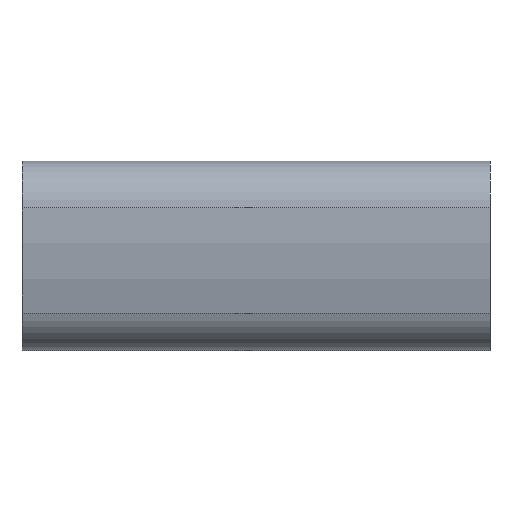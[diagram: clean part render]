
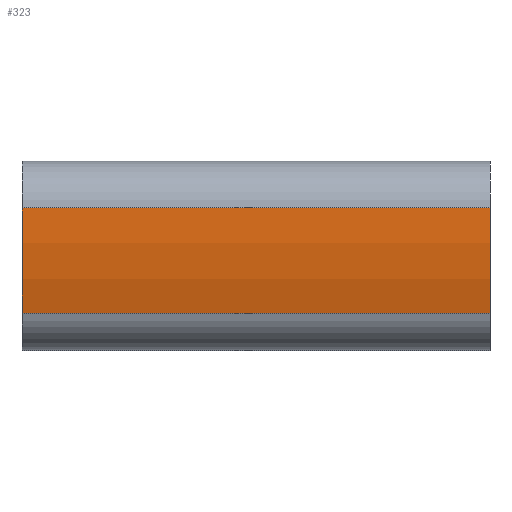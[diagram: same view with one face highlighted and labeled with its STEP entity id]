
A CAD part, left-side view. The second image highlights one B-rep face of the part: STEP entity #323.
In plain terms, the highlighted cylindrical face has radius 102.108 mm (diameter 204.216 mm), a partial arc.
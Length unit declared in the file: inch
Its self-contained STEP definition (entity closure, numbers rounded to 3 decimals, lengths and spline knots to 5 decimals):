
#258=CARTESIAN_POINT('',(-1.06313,-3.84178,-0.66954));
#259=VERTEX_POINT('',#258);
#267=CARTESIAN_POINT('',(-1.06313,2.15822,-0.66954));
#268=VERTEX_POINT('',#267);
#269=CARTESIAN_POINT('',(-1.06313,-0.84178,-0.66954));
#270=DIRECTION('',(0.,1.,0.));
#271=VECTOR('',#270,1.);
#272=LINE('',#269,#271);
#273=EDGE_CURVE('',#259,#268,#272,.T.);
#291=CARTESIAN_POINT('',(-1.19913,-3.84178,0.6811));
#292=VERTEX_POINT('',#291);
#293=CARTESIAN_POINT('',(2.81122,-3.84178,0.40276));
#294=DIRECTION('',(0.,1.,0.));
#295=DIRECTION('',(0.995,0.,0.1));
#296=AXIS2_PLACEMENT_3D('',#293,#294,#295);
#297=CIRCLE('',#296,4.02);
#298=EDGE_CURVE('',#259,#292,#297,.T.);
#299=ORIENTED_EDGE('',*,*,#298,.T.);
#300=CARTESIAN_POINT('',(-1.19913,2.15822,0.6811));
#301=VERTEX_POINT('',#300);
#302=CARTESIAN_POINT('',(-1.19913,-0.84178,0.6811));
#303=DIRECTION('',(0.,1.,0.));
#304=VECTOR('',#303,1.);
#305=LINE('',#302,#304);
#306=EDGE_CURVE('',#292,#301,#305,.T.);
#307=ORIENTED_EDGE('',*,*,#306,.T.);
#308=CARTESIAN_POINT('',(2.81122,2.15822,0.40276));
#309=DIRECTION('',(0.,-1.,0.));
#310=DIRECTION('',(0.995,0.,0.1));
#311=AXIS2_PLACEMENT_3D('',#308,#309,#310);
#312=CIRCLE('',#311,4.02);
#313=EDGE_CURVE('',#301,#268,#312,.T.);
#314=ORIENTED_EDGE('',*,*,#313,.T.);
#315=ORIENTED_EDGE('',*,*,#273,.F.);
#316=EDGE_LOOP('',(#299,#307,#314,#315));
#317=FACE_OUTER_BOUND('',#316,.T.);
#318=CARTESIAN_POINT('',(2.81122,-0.84178,0.40276));
#319=DIRECTION('',(0.,-1.,0.));
#320=DIRECTION('',(0.995,0.,0.1));
#321=AXIS2_PLACEMENT_3D('',#318,#319,#320);
#322=CYLINDRICAL_SURFACE('',#321,4.02);
#323=ADVANCED_FACE('',(#317),#322,.T.);
